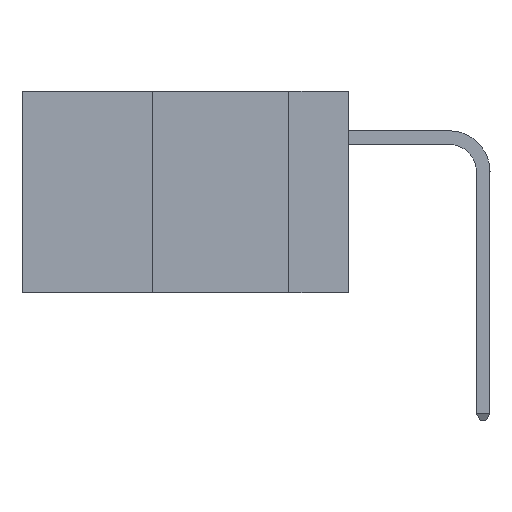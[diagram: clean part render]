
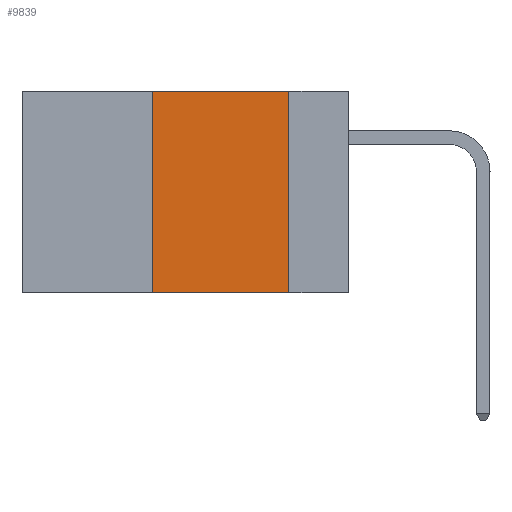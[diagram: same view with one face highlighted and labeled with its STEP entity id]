
A CAD part, left-side view. The second image highlights one B-rep face of the part: STEP entity #9839.
In plain terms, the highlighted planar face has unit normal (-1, 0, 0).
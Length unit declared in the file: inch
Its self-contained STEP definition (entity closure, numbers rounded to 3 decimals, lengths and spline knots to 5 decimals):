
#786 = CARTESIAN_POINT ( 'NONE',  ( 0., 0.36, -0.37 ) ) ;
#911 = DIRECTION ( 'NONE',  ( 0., 0., 1. ) ) ;
#999 = PLANE ( 'NONE',  #5490 ) ;
#1436 = VECTOR ( 'NONE', #911, 39.37008 ) ;
#2927 = ORIENTED_EDGE ( 'NONE', *, *, #10997, .F. ) ;
#3314 = ORIENTED_EDGE ( 'NONE', *, *, #11542, .T. ) ;
#3485 = DIRECTION ( 'NONE',  ( 0., 0., -1. ) ) ;
#3803 = LINE ( 'NONE', #12404, #5842 ) ;
#4368 = LINE ( 'NONE', #11179, #10561 ) ;
#4707 = LINE ( 'NONE', #6904, #1436 ) ;
#5490 = AXIS2_PLACEMENT_3D ( 'NONE', #9349, #10504, #3485 ) ;
#5506 = CARTESIAN_POINT ( 'NONE',  ( 0., 0.36, 0. ) ) ;
#5842 = VECTOR ( 'NONE', #7890, 39.37008 ) ;
#6350 = VERTEX_POINT ( 'NONE', #786 ) ;
#6553 = DIRECTION ( 'NONE',  ( 0., -1., 0. ) ) ;
#6904 = CARTESIAN_POINT ( 'NONE',  ( 0., 0.36, 0. ) ) ;
#7450 = CARTESIAN_POINT ( 'NONE',  ( 0., 0.11, -0.37 ) ) ;
#7558 = VECTOR ( 'NONE', #12318, 39.37008 ) ;
#7890 = DIRECTION ( 'NONE',  ( 0., 0., -1. ) ) ;
#8178 = VERTEX_POINT ( 'NONE', #7450 ) ;
#8381 = VERTEX_POINT ( 'NONE', #5506 ) ;
#9012 = EDGE_CURVE ( 'NONE', #8381, #12228, #12892, .T. ) ;
#9217 = ORIENTED_EDGE ( 'NONE', *, *, #9012, .F. ) ;
#9349 = CARTESIAN_POINT ( 'NONE',  ( 0., 0.6, 0. ) ) ;
#9839 = ADVANCED_FACE ( 'NONE', ( #10260 ), #999, .F. ) ;
#10260 = FACE_OUTER_BOUND ( 'NONE', #12191, .T. ) ;
#10504 = DIRECTION ( 'NONE',  ( 1., 0., 0. ) ) ;
#10561 = VECTOR ( 'NONE', #6553, 39.37008 ) ;
#10997 = EDGE_CURVE ( 'NONE', #12228, #8178, #3803, .T. ) ;
#11179 = CARTESIAN_POINT ( 'NONE',  ( 0., 0.6, -0.37 ) ) ;
#11542 = EDGE_CURVE ( 'NONE', #6350, #8178, #4368, .T. ) ;
#12191 = EDGE_LOOP ( 'NONE', ( #2927, #9217, #12204, #3314 ) ) ;
#12204 = ORIENTED_EDGE ( 'NONE', *, *, #12284, .F. ) ;
#12228 = VERTEX_POINT ( 'NONE', #13685 ) ;
#12284 = EDGE_CURVE ( 'NONE', #6350, #8381, #4707, .T. ) ;
#12318 = DIRECTION ( 'NONE',  ( 0., -1., 0. ) ) ;
#12404 = CARTESIAN_POINT ( 'NONE',  ( 0., 0.11, 0. ) ) ;
#12892 = LINE ( 'NONE', #13438, #7558 ) ;
#13438 = CARTESIAN_POINT ( 'NONE',  ( 0., 0.6, 0. ) ) ;
#13685 = CARTESIAN_POINT ( 'NONE',  ( 0., 0.11, 0. ) ) ;
